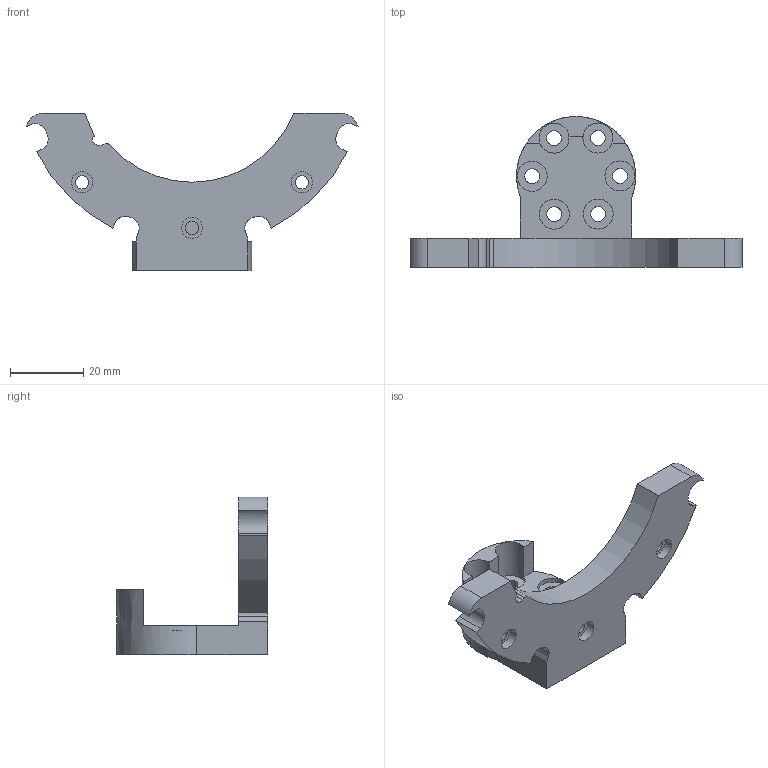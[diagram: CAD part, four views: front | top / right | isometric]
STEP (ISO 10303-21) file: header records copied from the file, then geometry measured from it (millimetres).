
FILE_DESCRIPTION(/* description */ ('','CAx-IF Rec.Pracs.---Representation and Presentation of Product Manufacturing Information (PMI)---4.0---2014-10-13'),/* implementation_level */ '2;1');
FILE_NAME(/* name */ '',/* time_stamp */ '2025-01-23T12:54:59+08:00',/* author */ (''),/* organization */ (''),/* preprocessor_version */ 'ST-DEVELOPER v20',/* originating_system */ 'Autodesk Translation Framework v13.20.0.188',/* authorisation */ '');
FILE_SCHEMA (('AP242_MANAGED_MODEL_BASED_3D_ENGINEERING_MIM_LF { 1 0 10303 442 1 1 4 }'));
Length unit declared in the file: millimetre
Products named in the file (1): 1-2轴固定座
Bounding box: 90.79 x 41.3 x 43.13 mm (x, y, z)
Volume: 21486.9 mm3; surface area: 9748.8 mm2
Topology: 1 solids, 1 shells, 73 faces, 189 edges, 125 vertices
Faces by surface type: plane 37, cylinder 25, bspline 11
Full cylindrical faces by diameter (mm): 3.6 x3, 4.1 x6, 5.8 x3, 8.2 x6
Entity records: 3607 total; most frequent: CARTESIAN_POINT 1731, DIRECTION 379, ORIENTED_EDGE 378, EDGE_CURVE 189, AXIS2_PLACEMENT_3D 135, VERTEX_POINT 125, LINE 109, VECTOR 109
